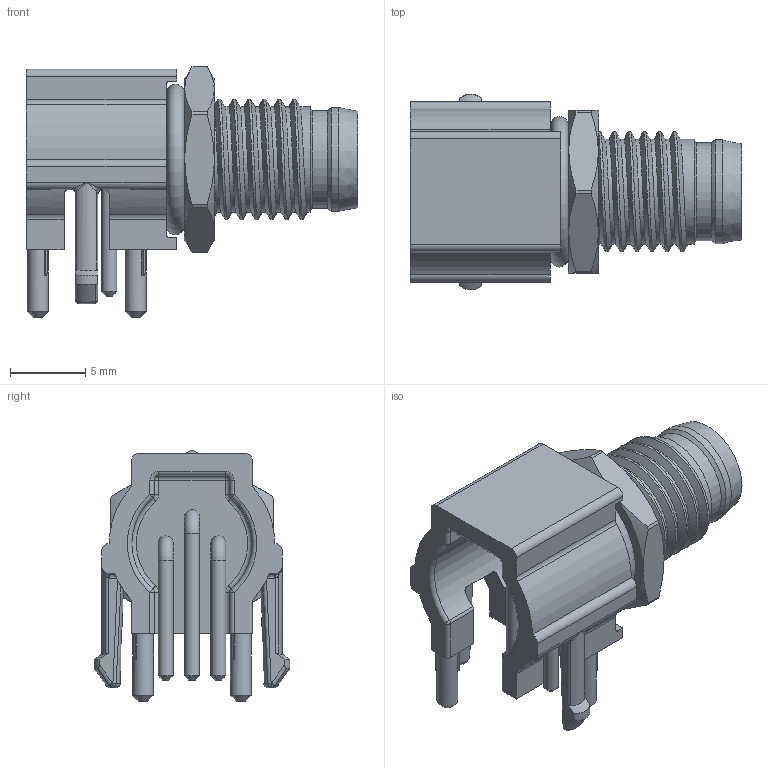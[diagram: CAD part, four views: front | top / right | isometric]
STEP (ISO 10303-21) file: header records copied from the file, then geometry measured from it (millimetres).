
FILE_DESCRIPTION(/* description */ (''),/* implementation_level */ '2;1');
FILE_NAME(/* name */ 'M8-P3A-PTLM8.stp',/* time_stamp */ '2023-04-19T10:45:28+08:00',/* author */ (''),/* organization */ (''),/* preprocessor_version */ 'ST-DEVELOPER v16.7',/* originating_system */ 'SIEMENS PLM Software NX 1847',/* authorisation */ '');
FILE_SCHEMA (('AUTOMOTIVE_DESIGN { 1 0 10303 214 3 1 1 1 }'));
Length unit declared in the file: millimetre
Products named in the file (7): T-205-2 M8 弯针3芯通孔式公针-
2 PIN 4_53351ID; T-205-1 M8 弯针3芯通孔式公针-
1 PIN 1 3_53349ID; T-205-1 M8 弯针3芯通孔式公针-
1 PIN 1 3_53350ID; M8 插拔式公座外壳 3芯_533
48ID; 六角螺母M8X1 S-32（12.35-10.8-2 M8 板后螺母）_
53352ID; 橡胶O型圈 ∅10×∅6.
7×1.2_53353ID; M8-P3A-PPLM8
Assembly tree (6 placements, depth 2):
  M8-P3A-PPLM8
    橡胶O型圈 ∅10×∅6.
7×1.2_53353ID
    六角螺母M8X1 S-32（12.35-10.8-2 M8 板后螺母）_
53352ID
    M8 插拔式公座外壳 3芯_533
48ID
    T-205-1 M8 弯针3芯通孔式公针-
1 PIN 1 3_53350ID
    T-205-1 M8 弯针3芯通孔式公针-
1 PIN 1 3_53349ID
    T-205-2 M8 弯针3芯通孔式公针-
2 PIN 4_53351ID
Bounding box: 22 x 13 x 16.67 mm (x, y, z)
Volume: 1098.7 mm3; surface area: 1897.4 mm2
Topology: 3 solids, 6 shells, 271 faces, 681 edges, 410 vertices
Faces by surface type: cylinder 105, plane 81, torus 22, bspline 22, cone 20, sphere 17, extrusion 4
Full cylindrical faces by diameter (mm): 1 x9, 1.18 x3, 1.4 x5, 5.8 x1, 6.5 x1, 6.9 x1, 7 x9
Entity records: 10994 total; most frequent: CARTESIAN_POINT 5063, DIRECTION 1240, ORIENTED_EDGE 1148, EDGE_CURVE 574, AXIS2_PLACEMENT_3D 496, VERTEX_POINT 371, EDGE_LOOP 316, ADVANCED_FACE 262
